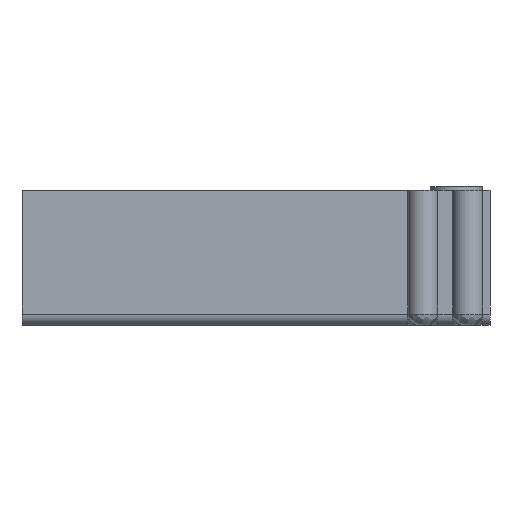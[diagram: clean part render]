
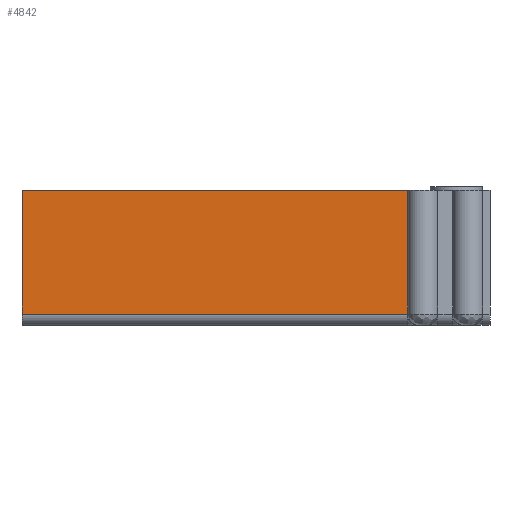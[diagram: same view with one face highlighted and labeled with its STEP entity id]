
A CAD part, front view. The second image highlights one B-rep face of the part: STEP entity #4842.
In plain terms, the highlighted planar face has unit normal (0, -1, 0).
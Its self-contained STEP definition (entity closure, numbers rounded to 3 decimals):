
#1336=DIRECTION('',(1.,0.,0.));
#1337=VECTOR('',#1336,10.3);
#1338=CARTESIAN_POINT('',(-0.5,-1.4,1.6));
#1339=LINE('',#1338,#1337);
#1365=DIRECTION('',(0.,0.,1.));
#1366=VECTOR('',#1365,3.3);
#1367=CARTESIAN_POINT('',(9.8,-1.4,-1.7));
#1368=LINE('',#1367,#1366);
#1372=DIRECTION('',(1.,0.,0.));
#1373=VECTOR('',#1372,10.3);
#1374=CARTESIAN_POINT('',(-0.5,-1.4,-1.7));
#1375=LINE('',#1374,#1373);
#1379=DIRECTION('',(0.,0.,1.));
#1380=VECTOR('',#1379,3.3);
#1381=CARTESIAN_POINT('',(-0.5,-1.4,-1.7));
#1382=LINE('',#1381,#1380);
#3734=CARTESIAN_POINT('',(-0.5,-1.4,1.6));
#3735=VERTEX_POINT('',#3734);
#3747=CARTESIAN_POINT('',(-0.5,-1.4,-1.7));
#3749=VERTEX_POINT('',#3747);
#3766=CARTESIAN_POINT('',(9.8,-1.4,-1.7));
#3767=CARTESIAN_POINT('',(9.8,-1.4,1.6));
#3768=VERTEX_POINT('',#3766);
#3769=VERTEX_POINT('',#3767);
#4828=CARTESIAN_POINT('',(12.,-1.4,0.));
#4829=DIRECTION('',(0.,1.,0.));
#4830=DIRECTION('',(-1.,0.,0.));
#4831=AXIS2_PLACEMENT_3D('',#4828,#4829,#4830);
#4832=PLANE('',#4831);
#4834=ORIENTED_EDGE('',*,*,#4833,.F.);
#4836=ORIENTED_EDGE('',*,*,#4835,.F.);
#4838=ORIENTED_EDGE('',*,*,#4837,.T.);
#4839=ORIENTED_EDGE('',*,*,#4818,.T.);
#4840=EDGE_LOOP('',(#4834,#4836,#4838,#4839));
#4841=FACE_OUTER_BOUND('',#4840,.F.);
#4818=EDGE_CURVE('',#3735,#3769,#1339,.T.);
#4833=EDGE_CURVE('',#3768,#3769,#1368,.T.);
#4835=EDGE_CURVE('',#3749,#3768,#1375,.T.);
#4837=EDGE_CURVE('',#3749,#3735,#1382,.T.);
#4842=ADVANCED_FACE('',(#4841),#4832,.F.);
